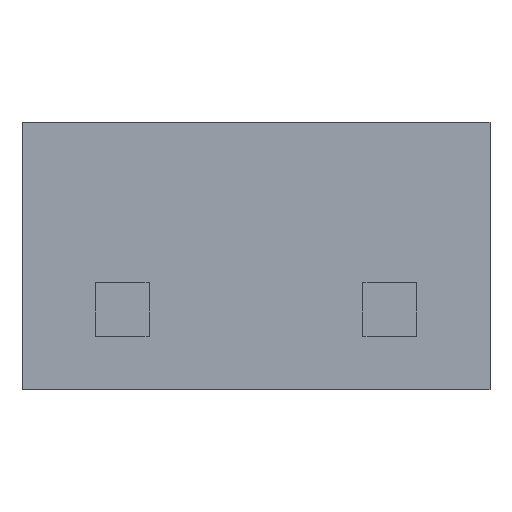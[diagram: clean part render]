
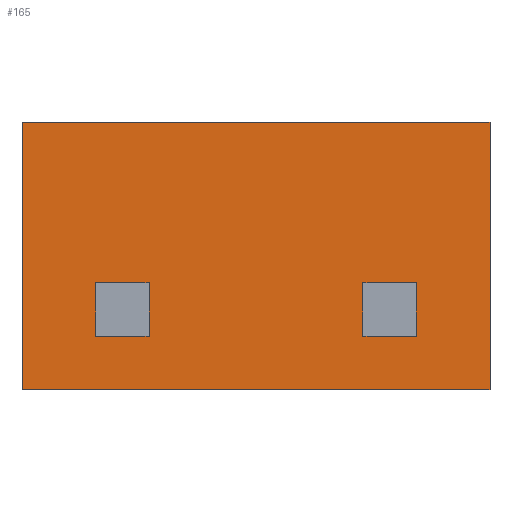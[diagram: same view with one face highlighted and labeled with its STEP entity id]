
A CAD part, front view. The second image highlights one B-rep face of the part: STEP entity #165.
In plain terms, the highlighted planar face has unit normal (0, -1, 0).
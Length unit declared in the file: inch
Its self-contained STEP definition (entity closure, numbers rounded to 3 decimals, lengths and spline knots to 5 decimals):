
#11 = CARTESIAN_POINT ( 'NONE',  ( -0.0875, -0.178, 0.1 ) ) ;
#22 = VECTOR ( 'NONE', #492, 39.37008 ) ;
#38 = ORIENTED_EDGE ( 'NONE', *, *, #236, .F. ) ;
#41 = ORIENTED_EDGE ( 'NONE', *, *, #542, .F. ) ;
#59 = CARTESIAN_POINT ( 'NONE',  ( 0.06, -0.178, 0.04 ) ) ;
#86 = CARTESIAN_POINT ( 'NONE',  ( 0.0875, -0.178, 0.1 ) ) ;
#96 = LINE ( 'NONE', #470, #316 ) ;
#123 = VERTEX_POINT ( 'NONE', #651 ) ;
#144 = ORIENTED_EDGE ( 'NONE', *, *, #446, .T. ) ;
#145 = LINE ( 'NONE', #1058, #1023 ) ;
#152 = EDGE_CURVE ( 'NONE', #868, #565, #597, .T. ) ;
#158 = EDGE_CURVE ( 'NONE', #1067, #400, #96, .T. ) ;
#165 = ADVANCED_FACE ( 'NONE', ( #667, #495, #717 ), #403, .F. ) ;
#189 = VECTOR ( 'NONE', #734, 39.37008 ) ;
#210 = EDGE_LOOP ( 'NONE', ( #331, #38, #469, #695 ) ) ;
#213 = VERTEX_POINT ( 'NONE', #920 ) ;
#221 = LINE ( 'NONE', #908, #631 ) ;
#236 = EDGE_CURVE ( 'NONE', #213, #1067, #221, .T. ) ;
#255 = CARTESIAN_POINT ( 'NONE',  ( 0.04, -0.178, 0.04 ) ) ;
#263 = VERTEX_POINT ( 'NONE', #404 ) ;
#265 = CARTESIAN_POINT ( 'NONE',  ( -0.06, -0.178, 0.02 ) ) ;
#269 = VECTOR ( 'NONE', #609, 39.37008 ) ;
#273 = EDGE_LOOP ( 'NONE', ( #870, #892, #988, #754 ) ) ;
#292 = VERTEX_POINT ( 'NONE', #634 ) ;
#294 = VERTEX_POINT ( 'NONE', #553 ) ;
#298 = DIRECTION ( 'NONE',  ( -1., 0., 0. ) ) ;
#305 = DIRECTION ( 'NONE',  ( 0., 1., 0. ) ) ;
#314 = CARTESIAN_POINT ( 'NONE',  ( -0.0875, -0.178, 0.1 ) ) ;
#316 = VECTOR ( 'NONE', #373, 39.37008 ) ;
#327 = CARTESIAN_POINT ( 'NONE',  ( -0.04, -0.178, 0.04 ) ) ;
#331 = ORIENTED_EDGE ( 'NONE', *, *, #158, .F. ) ;
#369 = EDGE_CURVE ( 'NONE', #400, #294, #145, .T. ) ;
#373 = DIRECTION ( 'NONE',  ( 0., 0., 1. ) ) ;
#400 = VERTEX_POINT ( 'NONE', #59 ) ;
#403 = PLANE ( 'NONE',  #806 ) ;
#404 = CARTESIAN_POINT ( 'NONE',  ( 0.0875, -0.178, 0. ) ) ;
#411 = CARTESIAN_POINT ( 'NONE',  ( -0.0875, -0.178, 0. ) ) ;
#430 = DIRECTION ( 'NONE',  ( 0., 0., -1. ) ) ;
#446 = EDGE_CURVE ( 'NONE', #1050, #263, #625, .T. ) ;
#450 = EDGE_CURVE ( 'NONE', #123, #868, #1069, .T. ) ;
#452 = EDGE_CURVE ( 'NONE', #294, #213, #857, .T. ) ;
#457 = CARTESIAN_POINT ( 'NONE',  ( -0.06, -0.178, 0.04 ) ) ;
#469 = ORIENTED_EDGE ( 'NONE', *, *, #452, .F. ) ;
#470 = CARTESIAN_POINT ( 'NONE',  ( 0.06, -0.178, 0.04 ) ) ;
#482 = CARTESIAN_POINT ( 'NONE',  ( -0.0875, -0.178, 0. ) ) ;
#483 = CARTESIAN_POINT ( 'NONE',  ( -0.06, -0.178, 0.04 ) ) ;
#492 = DIRECTION ( 'NONE',  ( 0., 0., -1. ) ) ;
#495 = FACE_OUTER_BOUND ( 'NONE', #659, .T. ) ;
#508 = DIRECTION ( 'NONE',  ( 1., 0., 0. ) ) ;
#516 = CARTESIAN_POINT ( 'NONE',  ( -0.0875, -0.178, 0.1 ) ) ;
#517 = EDGE_CURVE ( 'NONE', #292, #263, #1015, .T. ) ;
#542 = EDGE_CURVE ( 'NONE', #893, #292, #729, .T. ) ;
#553 = CARTESIAN_POINT ( 'NONE',  ( 0.04, -0.178, 0.04 ) ) ;
#562 = DIRECTION ( 'NONE',  ( -1., 0., 0. ) ) ;
#563 = VERTEX_POINT ( 'NONE', #769 ) ;
#565 = VERTEX_POINT ( 'NONE', #265 ) ;
#584 = DIRECTION ( 'NONE',  ( 0., 0., -1. ) ) ;
#597 = LINE ( 'NONE', #483, #22 ) ;
#598 = VECTOR ( 'NONE', #430, 39.37008 ) ;
#609 = DIRECTION ( 'NONE',  ( 0., 0., 1. ) ) ;
#616 = LINE ( 'NONE', #728, #1025 ) ;
#618 = DIRECTION ( 'NONE',  ( 1., 0., 0. ) ) ;
#625 = LINE ( 'NONE', #411, #880 ) ;
#631 = VECTOR ( 'NONE', #981, 39.37008 ) ;
#634 = CARTESIAN_POINT ( 'NONE',  ( 0.0875, -0.178, 0.1 ) ) ;
#651 = CARTESIAN_POINT ( 'NONE',  ( -0.04, -0.178, 0.04 ) ) ;
#659 = EDGE_LOOP ( 'NONE', ( #144, #1047, #41, #1000 ) ) ;
#667 = FACE_BOUND ( 'NONE', #273, .T. ) ;
#683 = EDGE_CURVE ( 'NONE', #565, #563, #616, .T. ) ;
#690 = CARTESIAN_POINT ( 'NONE',  ( -0.04, -0.178, 0.04 ) ) ;
#695 = ORIENTED_EDGE ( 'NONE', *, *, #369, .F. ) ;
#717 = FACE_BOUND ( 'NONE', #210, .T. ) ;
#728 = CARTESIAN_POINT ( 'NONE',  ( -0.04, -0.178, 0.02 ) ) ;
#729 = LINE ( 'NONE', #11, #943 ) ;
#734 = DIRECTION ( 'NONE',  ( -1., 0., 0. ) ) ;
#741 = EDGE_CURVE ( 'NONE', #563, #123, #909, .T. ) ;
#754 = ORIENTED_EDGE ( 'NONE', *, *, #683, .F. ) ;
#769 = CARTESIAN_POINT ( 'NONE',  ( -0.04, -0.178, 0.02 ) ) ;
#803 = VECTOR ( 'NONE', #1003, 39.37008 ) ;
#806 = AXIS2_PLACEMENT_3D ( 'NONE', #314, #305, #298 ) ;
#820 = CARTESIAN_POINT ( 'NONE',  ( 0.06, -0.178, 0.02 ) ) ;
#827 = LINE ( 'NONE', #935, #598 ) ;
#832 = VECTOR ( 'NONE', #584, 39.37008 ) ;
#857 = LINE ( 'NONE', #255, #832 ) ;
#868 = VERTEX_POINT ( 'NONE', #457 ) ;
#870 = ORIENTED_EDGE ( 'NONE', *, *, #152, .F. ) ;
#880 = VECTOR ( 'NONE', #994, 39.37008 ) ;
#892 = ORIENTED_EDGE ( 'NONE', *, *, #450, .F. ) ;
#893 = VERTEX_POINT ( 'NONE', #516 ) ;
#902 = EDGE_CURVE ( 'NONE', #893, #1050, #827, .T. ) ;
#908 = CARTESIAN_POINT ( 'NONE',  ( 0.04, -0.178, 0.02 ) ) ;
#909 = LINE ( 'NONE', #690, #269 ) ;
#920 = CARTESIAN_POINT ( 'NONE',  ( 0.04, -0.178, 0.02 ) ) ;
#935 = CARTESIAN_POINT ( 'NONE',  ( -0.0875, -0.178, 0.1 ) ) ;
#943 = VECTOR ( 'NONE', #508, 39.37008 ) ;
#981 = DIRECTION ( 'NONE',  ( 1., 0., 0. ) ) ;
#988 = ORIENTED_EDGE ( 'NONE', *, *, #741, .F. ) ;
#994 = DIRECTION ( 'NONE',  ( 1., 0., 0. ) ) ;
#1000 = ORIENTED_EDGE ( 'NONE', *, *, #902, .T. ) ;
#1003 = DIRECTION ( 'NONE',  ( 0., 0., -1. ) ) ;
#1015 = LINE ( 'NONE', #86, #803 ) ;
#1023 = VECTOR ( 'NONE', #562, 39.37008 ) ;
#1025 = VECTOR ( 'NONE', #618, 39.37008 ) ;
#1047 = ORIENTED_EDGE ( 'NONE', *, *, #517, .F. ) ;
#1050 = VERTEX_POINT ( 'NONE', #482 ) ;
#1058 = CARTESIAN_POINT ( 'NONE',  ( 0.04, -0.178, 0.04 ) ) ;
#1067 = VERTEX_POINT ( 'NONE', #820 ) ;
#1069 = LINE ( 'NONE', #327, #189 ) ;
